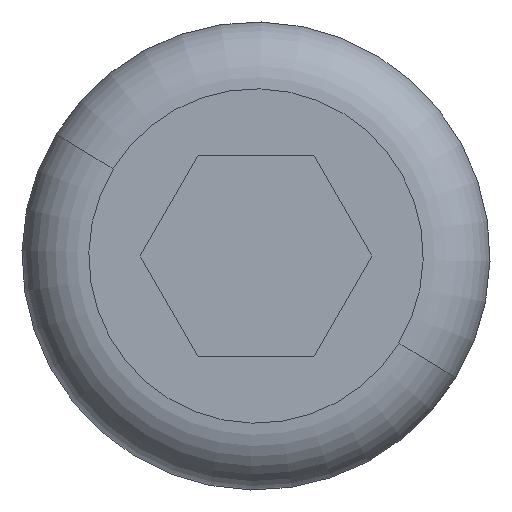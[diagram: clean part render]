
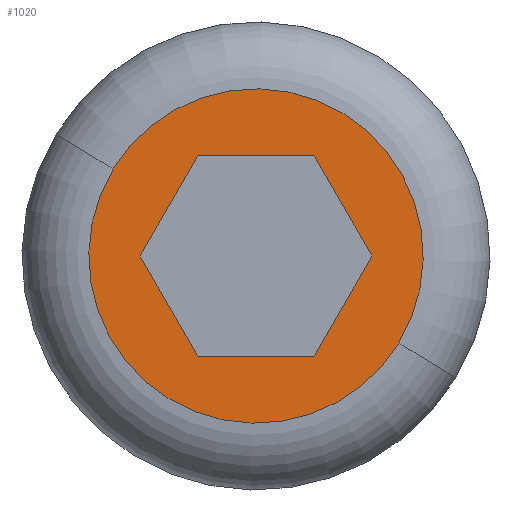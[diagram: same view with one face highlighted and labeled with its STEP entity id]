
A CAD part, front view. The second image highlights one B-rep face of the part: STEP entity #1020.
In plain terms, the highlighted planar face has unit normal (0, -1, 0).
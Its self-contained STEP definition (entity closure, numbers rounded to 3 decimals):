
#100=CARTESIAN_POINT('',(20.785,-137.3,11.));
#110=VERTEX_POINT('',#100);
#280=CARTESIAN_POINT('',(22.517,-137.3,11.));
#290=VERTEX_POINT('',#280);
#320=CARTESIAN_POINT('',(22.517,-137.3,11.));
#330=DIRECTION('',(-1.,0.,0.));
#340=VECTOR('',#330,1.);
#350=LINE('',#320,#340);
#360=EDGE_CURVE('',#290,#110,#350,.T.);
#410=CARTESIAN_POINT('',(21.651,-137.3,12.5));
#420=DIRECTION('',(0.,-1.,0.));
#430=DIRECTION('',(1.,0.,0.));
#440=AXIS2_PLACEMENT_3D('',#410,#420,#430);
#450=PLANE('',#440);
#460=CARTESIAN_POINT('',(21.651,-137.3,12.5));
#470=DIRECTION('',(0.,-1.,0.));
#480=DIRECTION('',(0.854,0.,-0.52));
#490=AXIS2_PLACEMENT_3D('',#460,#470,#480);
#500=CIRCLE('',#490,2.5);
#510=CARTESIAN_POINT('',(19.516,-137.3,13.801));
#520=VERTEX_POINT('',#510);
#530=CARTESIAN_POINT('',(23.786,-137.3,11.199));
#540=VERTEX_POINT('',#530);
#550=EDGE_CURVE('',#520,#540,#500,.T.);
#560=ORIENTED_EDGE('',*,*,#550,.T.);
#570=EDGE_CURVE('',#540,#520,#500,.T.);
#580=ORIENTED_EDGE('',*,*,#570,.T.);
#590=EDGE_LOOP('',(#580,#560));
#600=FACE_OUTER_BOUND('',#590,.T.);
#610=CARTESIAN_POINT('',(20.785,-137.3,11.));
#620=DIRECTION('',(-0.5,0.,0.866));
#630=VECTOR('',#620,1.);
#640=LINE('',#610,#630);
#650=CARTESIAN_POINT('',(19.919,-137.3,12.5));
#660=VERTEX_POINT('',#650);
#670=EDGE_CURVE('',#110,#660,#640,.T.);
#680=ORIENTED_EDGE('',*,*,#670,.T.);
#690=ORIENTED_EDGE('',*,*,#360,.T.);
#700=CARTESIAN_POINT('',(23.383,-137.3,12.5));
#710=DIRECTION('',(-0.5,0.,-0.866));
#720=VECTOR('',#710,1.);
#730=LINE('',#700,#720);
#740=CARTESIAN_POINT('',(23.383,-137.3,12.5));
#750=VERTEX_POINT('',#740);
#760=EDGE_CURVE('',#750,#290,#730,.T.);
#770=ORIENTED_EDGE('',*,*,#760,.T.);
#780=CARTESIAN_POINT('',(22.517,-137.3,14.));
#790=DIRECTION('',(0.5,0.,-0.866));
#800=VECTOR('',#790,1.);
#810=LINE('',#780,#800);
#820=CARTESIAN_POINT('',(22.517,-137.3,14.));
#830=VERTEX_POINT('',#820);
#840=EDGE_CURVE('',#830,#750,#810,.T.);
#850=ORIENTED_EDGE('',*,*,#840,.T.);
#860=CARTESIAN_POINT('',(20.785,-137.3,14.));
#870=DIRECTION('',(1.,0.,0.));
#880=VECTOR('',#870,1.);
#890=LINE('',#860,#880);
#900=CARTESIAN_POINT('',(20.785,-137.3,14.));
#910=VERTEX_POINT('',#900);
#920=EDGE_CURVE('',#910,#830,#890,.T.);
#930=ORIENTED_EDGE('',*,*,#920,.T.);
#940=CARTESIAN_POINT('',(19.919,-137.3,12.5));
#950=DIRECTION('',(0.5,0.,0.866));
#960=VECTOR('',#950,1.);
#970=LINE('',#940,#960);
#980=EDGE_CURVE('',#660,#910,#970,.T.);
#990=ORIENTED_EDGE('',*,*,#980,.T.);
#1000=EDGE_LOOP('',(#990,#930,#850,#770,#690,#680));
#1010=FACE_BOUND('',#1000,.T.);
#1020=ADVANCED_FACE('',(#600,#1010),#450,.T.);
